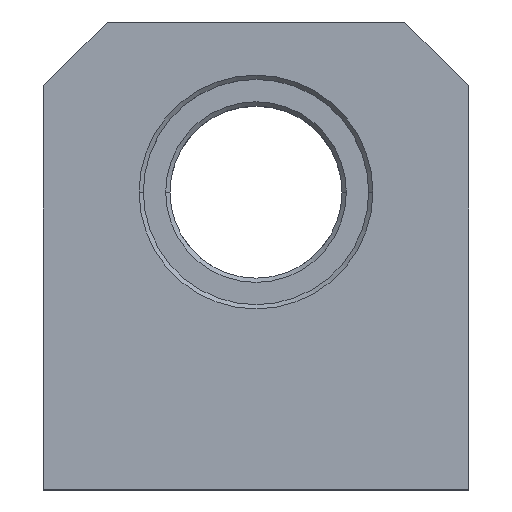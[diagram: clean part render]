
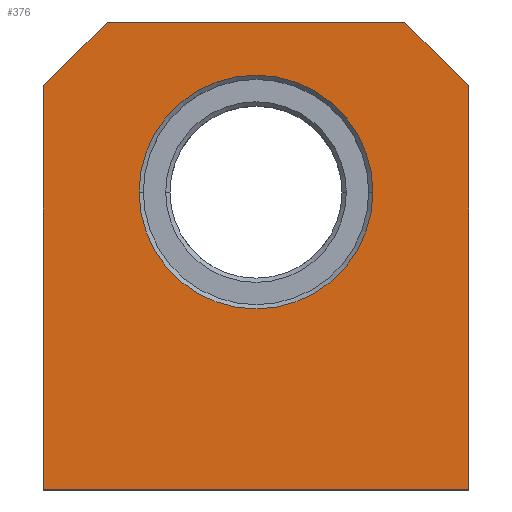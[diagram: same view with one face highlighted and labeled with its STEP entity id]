
A CAD part, top view. The second image highlights one B-rep face of the part: STEP entity #376.
In plain terms, the highlighted planar face has unit normal (0, 0, 1).
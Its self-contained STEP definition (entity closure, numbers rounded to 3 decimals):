
#5 = ORIENTED_EDGE ( 'NONE', *, *, #182, .T. ) ;
#11 = CARTESIAN_POINT ( 'NONE',  ( -13.909, 13.909, 12. ) ) ;
#37 = VECTOR ( 'NONE', #469, 1000. ) ;
#76 = CARTESIAN_POINT ( 'NONE',  ( 12.357, 12.357, 12. ) ) ;
#89 = ORIENTED_EDGE ( 'NONE', *, *, #385, .T. ) ;
#132 = EDGE_CURVE ( 'NONE', #583, #516, #507, .T. ) ;
#137 = AXIS2_PLACEMENT_3D ( 'NONE', #868, #293, #508 ) ;
#139 = VERTEX_POINT ( 'NONE', #392 ) ;
#147 = CARTESIAN_POINT ( 'NONE',  ( 8.447, -2.734, 12. ) ) ;
#162 = DIRECTION ( 'NONE',  ( 0., -1., 0. ) ) ;
#182 = EDGE_CURVE ( 'NONE', #139, #583, #770, .T. ) ;
#199 = VECTOR ( 'NONE', #421, 1000. ) ;
#207 = CARTESIAN_POINT ( 'NONE',  ( -1.553, 11.266, 12. ) ) ;
#211 = VECTOR ( 'NONE', #931, 1000. ) ;
#226 = CARTESIAN_POINT ( 'NONE',  ( -11.553, -2.734, 12. ) ) ;
#251 = ORIENTED_EDGE ( 'NONE', *, *, #866, .T. ) ;
#269 = EDGE_LOOP ( 'NONE', ( #870, #402, #5, #838, #377, #603 ) ) ;
#280 = CARTESIAN_POINT ( 'NONE',  ( 0., 0., 12. ) ) ;
#293 = DIRECTION ( 'NONE',  ( 0., 0., -1. ) ) ;
#314 = DIRECTION ( 'NONE',  ( 1., 0., 0. ) ) ;
#328 = VERTEX_POINT ( 'NONE', #779 ) ;
#329 = VECTOR ( 'NONE', #314, 1000. ) ;
#336 = CARTESIAN_POINT ( 'NONE',  ( -11.553, 19.266, 12. ) ) ;
#338 = DIRECTION ( 'NONE',  ( 1., 0., 0. ) ) ;
#351 = VECTOR ( 'NONE', #162, 1000. ) ;
#360 = CARTESIAN_POINT ( 'NONE',  ( 3.947, 11.266, 12. ) ) ;
#370 = CARTESIAN_POINT ( 'NONE',  ( 8.447, 19.266, 12. ) ) ;
#373 = LINE ( 'NONE', #336, #199 ) ;
#376 = ADVANCED_FACE ( 'Face2', ( #742, #472 ), #783, .T. ) ;
#377 = ORIENTED_EDGE ( 'NONE', *, *, #619, .F. ) ;
#382 = CARTESIAN_POINT ( 'NONE',  ( -11.553, -2.734, 12. ) ) ;
#385 = EDGE_CURVE ( 'NONE', #473, #328, #843, .T. ) ;
#392 = CARTESIAN_POINT ( 'NONE',  ( -11.553, 16.266, 12. ) ) ;
#402 = ORIENTED_EDGE ( 'NONE', *, *, #453, .T. ) ;
#421 = DIRECTION ( 'NONE',  ( 1., 0., 0. ) ) ;
#425 = EDGE_CURVE ( 'NONE', #669, #780, #648, .T. ) ;
#446 = CIRCLE ( 'NONE', #675, 5.5 ) ;
#453 = EDGE_CURVE ( 'NONE', #751, #139, #627, .T. ) ;
#469 = DIRECTION ( 'NONE',  ( 0., -1., 0. ) ) ;
#472 = FACE_OUTER_BOUND ( 'NONE', #269, .T. ) ;
#473 = VERTEX_POINT ( 'NONE', #360 ) ;
#507 = LINE ( 'NONE', #382, #329 ) ;
#508 = DIRECTION ( 'NONE',  ( 1., 0., 0. ) ) ;
#516 = VERTEX_POINT ( 'NONE', #147 ) ;
#542 = CARTESIAN_POINT ( 'NONE',  ( -11.553, 19.266, 12. ) ) ;
#583 = VERTEX_POINT ( 'NONE', #226 ) ;
#603 = ORIENTED_EDGE ( 'NONE', *, *, #425, .T. ) ;
#619 = EDGE_CURVE ( 'Ar�te2', #669, #516, #798, .T. ) ;
#627 = LINE ( 'NONE', #11, #790 ) ;
#634 = CARTESIAN_POINT ( 'NONE',  ( -8.553, 19.266, 12. ) ) ;
#648 = LINE ( 'NONE', #76, #211 ) ;
#669 = VERTEX_POINT ( 'NONE', #757 ) ;
#675 = AXIS2_PLACEMENT_3D ( 'NONE', #207, #726, #852 ) ;
#726 = DIRECTION ( 'NONE',  ( 0., 0., -1. ) ) ;
#742 = FACE_BOUND ( 'NONE', #928, .T. ) ;
#751 = VERTEX_POINT ( 'NONE', #634 ) ;
#757 = CARTESIAN_POINT ( 'NONE',  ( 8.447, 16.266, 12. ) ) ;
#770 = LINE ( 'NONE', #542, #37 ) ;
#779 = CARTESIAN_POINT ( 'NONE',  ( -7.053, 11.266, 12. ) ) ;
#780 = VERTEX_POINT ( 'NONE', #837 ) ;
#783 = PLANE ( 'NONE',  #848 ) ;
#790 = VECTOR ( 'NONE', #865, 1000. ) ;
#798 = LINE ( 'NONE', #370, #351 ) ;
#837 = CARTESIAN_POINT ( 'NONE',  ( 5.447, 19.266, 12. ) ) ;
#838 = ORIENTED_EDGE ( 'NONE', *, *, #132, .T. ) ;
#843 = CIRCLE ( 'NONE', #137, 5.5 ) ;
#848 = AXIS2_PLACEMENT_3D ( 'NONE', #280, #921, #338 ) ;
#852 = DIRECTION ( 'NONE',  ( 1., 0., 0. ) ) ;
#865 = DIRECTION ( 'NONE',  ( -0.707, -0.707, 0. ) ) ;
#866 = EDGE_CURVE ( 'NONE', #328, #473, #446, .T. ) ;
#868 = CARTESIAN_POINT ( 'NONE',  ( -1.553, 11.266, 12. ) ) ;
#870 = ORIENTED_EDGE ( 'NONE', *, *, #922, .F. ) ;
#921 = DIRECTION ( 'NONE',  ( 0., 0., 1. ) ) ;
#922 = EDGE_CURVE ( 'NONE', #751, #780, #373, .T. ) ;
#928 = EDGE_LOOP ( 'NONE', ( #89, #251 ) ) ;
#931 = DIRECTION ( 'NONE',  ( -0.707, 0.707, 0. ) ) ;
